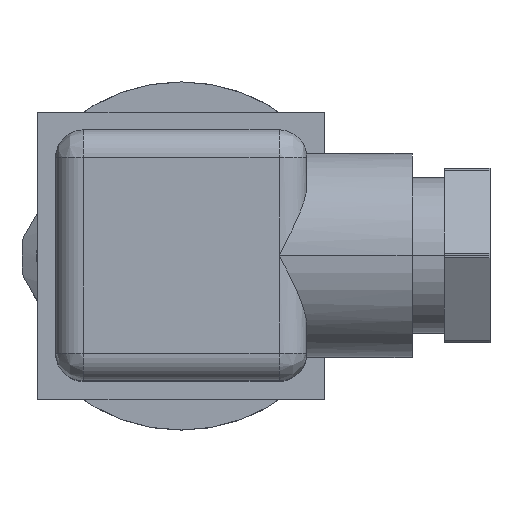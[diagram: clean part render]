
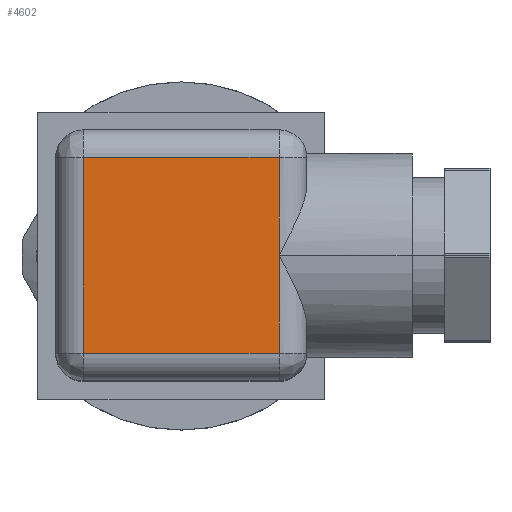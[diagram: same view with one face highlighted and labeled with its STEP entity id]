
A CAD part, top view. The second image highlights one B-rep face of the part: STEP entity #4602.
In plain terms, the highlighted planar face has unit normal (0, 0, 1).
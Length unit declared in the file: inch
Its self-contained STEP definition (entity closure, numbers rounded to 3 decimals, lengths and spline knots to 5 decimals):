
#127 = DIRECTION ( 'NONE',  ( 0., 1., 0. ) ) ;
#497 = DIRECTION ( 'NONE',  ( -1., 0., 0. ) ) ;
#597 = CARTESIAN_POINT ( 'NONE',  ( 0., 0., 2.00394 ) ) ;
#868 = DIRECTION ( 'NONE',  ( 1., 0., 0. ) ) ;
#930 = ORIENTED_EDGE ( 'NONE', *, *, #968, .T. ) ;
#968 = EDGE_CURVE ( 'NONE', #2575, #1590, #4954, .T. ) ;
#1070 = FACE_OUTER_BOUND ( 'NONE', #5002, .T. ) ;
#1080 = CARTESIAN_POINT ( 'NONE',  ( -0.42079, -0.42079, 2.00394 ) ) ;
#1212 = AXIS2_PLACEMENT_3D ( 'NONE', #597, #4356, #868 ) ;
#1233 = VERTEX_POINT ( 'NONE', #1080 ) ;
#1449 = CARTESIAN_POINT ( 'NONE',  ( 0.42079, -0.42079, 2.00394 ) ) ;
#1499 = CARTESIAN_POINT ( 'NONE',  ( 0.42079, 0., 2.00394 ) ) ;
#1528 = ORIENTED_EDGE ( 'NONE', *, *, #3688, .F. ) ;
#1590 = VERTEX_POINT ( 'NONE', #3033 ) ;
#1593 = CARTESIAN_POINT ( 'NONE',  ( 0.42079, 0., 2.00394 ) ) ;
#1835 = VECTOR ( 'NONE', #127, 39.37008 ) ;
#2018 = CARTESIAN_POINT ( 'NONE',  ( -0.42079, 0., 2.00394 ) ) ;
#2144 = CARTESIAN_POINT ( 'NONE',  ( 0., 0.42079, 2.00394 ) ) ;
#2343 = VECTOR ( 'NONE', #2839, 39.37008 ) ;
#2434 = DIRECTION ( 'NONE',  ( 0., 1., 0. ) ) ;
#2492 = VERTEX_POINT ( 'NONE', #3346 ) ;
#2556 = LINE ( 'NONE', #3818, #3475 ) ;
#2575 = VERTEX_POINT ( 'NONE', #1593 ) ;
#2827 = LINE ( 'NONE', #2018, #1835 ) ;
#2839 = DIRECTION ( 'NONE',  ( 0., 1., 0. ) ) ;
#3033 = CARTESIAN_POINT ( 'NONE',  ( 0.42079, 0.42079, 2.00394 ) ) ;
#3084 = VERTEX_POINT ( 'NONE', #1449 ) ;
#3346 = CARTESIAN_POINT ( 'NONE',  ( -0.42079, 0.42079, 2.00394 ) ) ;
#3387 = LINE ( 'NONE', #2144, #5148 ) ;
#3475 = VECTOR ( 'NONE', #497, 39.37008 ) ;
#3649 = ORIENTED_EDGE ( 'NONE', *, *, #3857, .T. ) ;
#3688 = EDGE_CURVE ( 'NONE', #2492, #1590, #3387, .T. ) ;
#3818 = CARTESIAN_POINT ( 'NONE',  ( 0., -0.42079, 2.00394 ) ) ;
#3822 = ORIENTED_EDGE ( 'NONE', *, *, #5115, .F. ) ;
#3857 = EDGE_CURVE ( 'NONE', #3084, #2575, #5073, .T. ) ;
#3904 = ORIENTED_EDGE ( 'NONE', *, *, #4841, .F. ) ;
#4003 = VECTOR ( 'NONE', #2434, 39.37008 ) ;
#4113 = CARTESIAN_POINT ( 'NONE',  ( 0.42079, 0., 2.00394 ) ) ;
#4356 = DIRECTION ( 'NONE',  ( 0., 0., 1. ) ) ;
#4517 = PLANE ( 'NONE',  #1212 ) ;
#4602 = ADVANCED_FACE ( 'FACE20', ( #1070 ), #4517, .T. ) ;
#4718 = DIRECTION ( 'NONE',  ( 1., 0., 0. ) ) ;
#4841 = EDGE_CURVE ( 'NONE', #1233, #2492, #2827, .T. ) ;
#4954 = LINE ( 'NONE', #1499, #2343 ) ;
#5002 = EDGE_LOOP ( 'NONE', ( #930, #1528, #3904, #3822, #3649 ) ) ;
#5073 = LINE ( 'NONE', #4113, #4003 ) ;
#5115 = EDGE_CURVE ( 'NONE', #3084, #1233, #2556, .T. ) ;
#5148 = VECTOR ( 'NONE', #4718, 39.37008 ) ;
